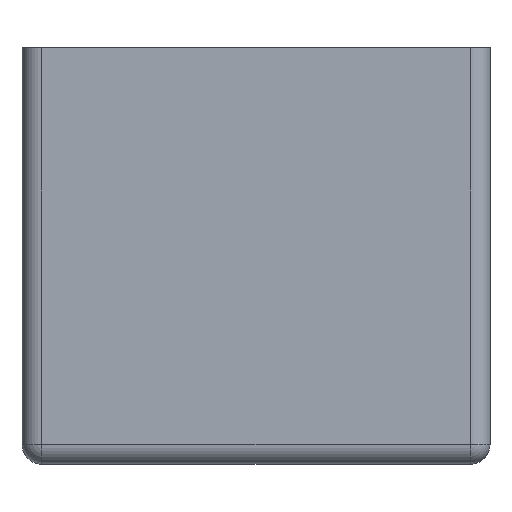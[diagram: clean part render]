
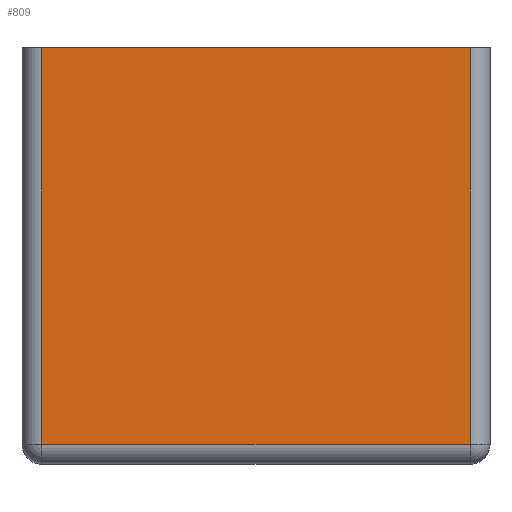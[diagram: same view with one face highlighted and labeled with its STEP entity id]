
A CAD part, front view. The second image highlights one B-rep face of the part: STEP entity #809.
In plain terms, the highlighted planar face has unit normal (0, -1, 0).
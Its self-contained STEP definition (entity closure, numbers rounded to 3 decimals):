
#17 = AXIS2_PLACEMENT_3D ( 'NONE', #449, #451, #447 ) ;
#85 = VECTOR ( 'NONE', #686, 1000. ) ;
#97 = VECTOR ( 'NONE', #657, 1000. ) ;
#108 = VECTOR ( 'NONE', #706, 1000. ) ;
#115 = VECTOR ( 'NONE', #695, 1000. ) ;
#157 = ORIENTED_EDGE ( 'NONE', *, *, #874, .T. ) ;
#171 = ORIENTED_EDGE ( 'NONE', *, *, #882, .T. ) ;
#182 = ORIENTED_EDGE ( 'NONE', *, *, #869, .F. ) ;
#199 = ORIENTED_EDGE ( 'NONE', *, *, #879, .T. ) ;
#316 = EDGE_LOOP ( 'NONE', ( #171, #199, #182, #157 ) ) ;
#328 = CARTESIAN_POINT ( 'NONE',  ( 11.3, 0., 10.5 ) ) ;
#336 = CARTESIAN_POINT ( 'NONE',  ( 11.3, 0., 0.5 ) ) ;
#340 = VERTEX_POINT ( 'NONE', #359 ) ;
#343 = VERTEX_POINT ( 'NONE', #363 ) ;
#352 = VERTEX_POINT ( 'NONE', #328 ) ;
#359 = CARTESIAN_POINT ( 'NONE',  ( 0.5, 0., 0.5 ) ) ;
#363 = CARTESIAN_POINT ( 'NONE',  ( 0.5, 0., 10.5 ) ) ;
#364 = VERTEX_POINT ( 'NONE', #336 ) ;
#394 = PLANE ( 'NONE',  #17 ) ;
#447 = DIRECTION ( 'NONE',  ( 0., 0., 1. ) ) ;
#449 = CARTESIAN_POINT ( 'NONE',  ( 0., 0., 10.5 ) ) ;
#451 = DIRECTION ( 'NONE',  ( 0., 1., 0. ) ) ;
#481 = FACE_OUTER_BOUND ( 'NONE', #316, .T. ) ;
#645 = LINE ( 'NONE', #656, #97 ) ;
#656 = CARTESIAN_POINT ( 'NONE',  ( 0., 0., 10.5 ) ) ;
#657 = DIRECTION ( 'NONE',  ( 1., 0., 0. ) ) ;
#675 = CARTESIAN_POINT ( 'NONE',  ( 11.3, 0., 10.5 ) ) ;
#679 = LINE ( 'NONE', #675, #108 ) ;
#686 = DIRECTION ( 'NONE',  ( 0., 0., -1. ) ) ;
#694 = CARTESIAN_POINT ( 'NONE',  ( 11.8, 0., 0.5 ) ) ;
#695 = DIRECTION ( 'NONE',  ( 1., 0., 0. ) ) ;
#699 = LINE ( 'NONE', #714, #85 ) ;
#706 = DIRECTION ( 'NONE',  ( 0., 0., 1. ) ) ;
#708 = LINE ( 'NONE', #694, #115 ) ;
#714 = CARTESIAN_POINT ( 'NONE',  ( 0.5, 0., 10.5 ) ) ;
#809 = ADVANCED_FACE ( 'NONE', ( #481 ), #394, .F. ) ;
#869 = EDGE_CURVE ( 'NONE', #343, #352, #645, .T. ) ;
#874 = EDGE_CURVE ( 'NONE', #343, #340, #699, .T. ) ;
#879 = EDGE_CURVE ( 'NONE', #364, #352, #679, .T. ) ;
#882 = EDGE_CURVE ( 'NONE', #340, #364, #708, .T. ) ;
